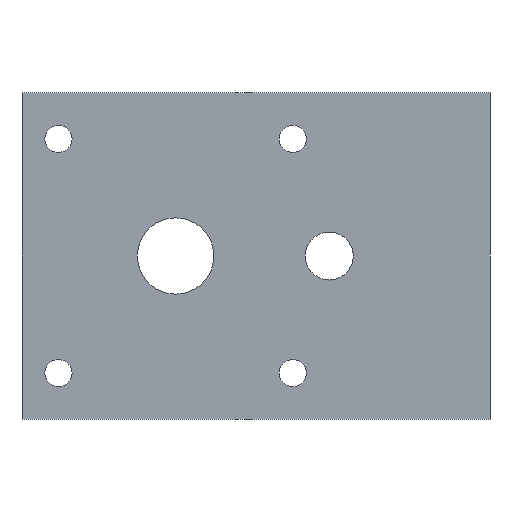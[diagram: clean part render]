
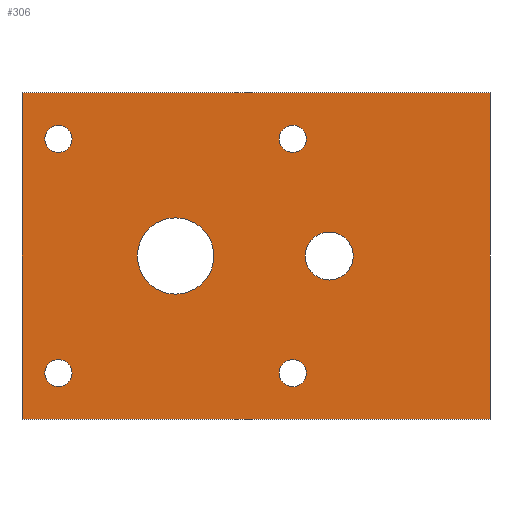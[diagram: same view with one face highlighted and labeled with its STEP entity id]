
A CAD part, front view. The second image highlights one B-rep face of the part: STEP entity #306.
In plain terms, the highlighted planar face has unit normal (0, -1, 0).
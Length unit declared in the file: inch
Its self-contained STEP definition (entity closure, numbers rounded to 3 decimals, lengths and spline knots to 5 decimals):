
#23=FACE_BOUND('',#77,.T.);
#24=FACE_BOUND('',#78,.T.);
#25=FACE_BOUND('',#79,.T.);
#26=FACE_BOUND('',#80,.T.);
#27=FACE_BOUND('',#81,.T.);
#28=FACE_BOUND('',#82,.T.);
#34=PLANE('',#360);
#52=FACE_OUTER_BOUND('',#76,.T.);
#76=EDGE_LOOP('',(#273,#274,#275,#276));
#77=EDGE_LOOP('',(#277));
#78=EDGE_LOOP('',(#278));
#79=EDGE_LOOP('',(#279));
#80=EDGE_LOOP('',(#280));
#81=EDGE_LOOP('',(#281));
#82=EDGE_LOOP('',(#282));
#93=LINE('',#507,#115);
#97=LINE('',#515,#119);
#100=LINE('',#521,#122);
#103=LINE('',#526,#125);
#115=VECTOR('',#427,0.3937);
#119=VECTOR('',#433,0.3937);
#122=VECTOR('',#438,0.3937);
#125=VECTOR('',#443,0.3937);
#128=CIRCLE('',#331,0.125);
#134=CIRCLE('',#342,0.19882);
#136=CIRCLE('',#345,0.071);
#138=CIRCLE('',#348,0.071);
#140=CIRCLE('',#351,0.071);
#142=CIRCLE('',#354,0.071);
#144=VERTEX_POINT('',#453);
#152=VERTEX_POINT('',#477);
#154=VERTEX_POINT('',#483);
#156=VERTEX_POINT('',#489);
#158=VERTEX_POINT('',#495);
#160=VERTEX_POINT('',#501);
#161=VERTEX_POINT('',#505);
#162=VERTEX_POINT('',#506);
#165=VERTEX_POINT('',#514);
#167=VERTEX_POINT('',#520);
#171=EDGE_CURVE('',#144,#144,#128,.T.);
#182=EDGE_CURVE('',#152,#152,#134,.T.);
#185=EDGE_CURVE('',#154,#154,#136,.T.);
#188=EDGE_CURVE('',#156,#156,#138,.T.);
#191=EDGE_CURVE('',#158,#158,#140,.T.);
#194=EDGE_CURVE('',#160,#160,#142,.T.);
#195=EDGE_CURVE('',#161,#162,#93,.T.);
#199=EDGE_CURVE('',#165,#161,#97,.T.);
#202=EDGE_CURVE('',#167,#165,#100,.T.);
#205=EDGE_CURVE('',#162,#167,#103,.T.);
#273=ORIENTED_EDGE('',*,*,#205,.F.);
#274=ORIENTED_EDGE('',*,*,#195,.F.);
#275=ORIENTED_EDGE('',*,*,#199,.F.);
#276=ORIENTED_EDGE('',*,*,#202,.F.);
#277=ORIENTED_EDGE('',*,*,#171,.T.);
#278=ORIENTED_EDGE('',*,*,#182,.T.);
#279=ORIENTED_EDGE('',*,*,#185,.T.);
#280=ORIENTED_EDGE('',*,*,#188,.T.);
#281=ORIENTED_EDGE('',*,*,#191,.T.);
#282=ORIENTED_EDGE('',*,*,#194,.T.);
#306=ADVANCED_FACE('',(#52,#23,#24,#25,#26,#27,#28),#34,.F.);
#331=AXIS2_PLACEMENT_3D('',#455,#368,#369);
#342=AXIS2_PLACEMENT_3D('',#479,#395,#396);
#345=AXIS2_PLACEMENT_3D('',#485,#402,#403);
#348=AXIS2_PLACEMENT_3D('',#491,#409,#410);
#351=AXIS2_PLACEMENT_3D('',#497,#416,#417);
#354=AXIS2_PLACEMENT_3D('',#503,#423,#424);
#360=AXIS2_PLACEMENT_3D('',#529,#447,#448);
#368=DIRECTION('center_axis',(0.,1.,0.));
#369=DIRECTION('ref_axis',(1.,0.,0.));
#395=DIRECTION('center_axis',(0.,1.,0.));
#396=DIRECTION('ref_axis',(1.,0.,0.));
#402=DIRECTION('center_axis',(0.,1.,0.));
#403=DIRECTION('ref_axis',(1.,0.,0.));
#409=DIRECTION('center_axis',(0.,1.,0.));
#410=DIRECTION('ref_axis',(1.,0.,0.));
#416=DIRECTION('center_axis',(0.,1.,0.));
#417=DIRECTION('ref_axis',(1.,0.,0.));
#423=DIRECTION('center_axis',(0.,1.,0.));
#424=DIRECTION('ref_axis',(1.,0.,0.));
#427=DIRECTION('',(0.,0.,-1.));
#433=DIRECTION('',(1.,0.,0.));
#438=DIRECTION('',(0.,0.,1.));
#443=DIRECTION('',(-1.,0.,0.));
#447=DIRECTION('center_axis',(0.,1.,0.));
#448=DIRECTION('ref_axis',(0.,0.,1.));
#453=CARTESIAN_POINT('',(-0.9625,0.,-0.85));
#455=CARTESIAN_POINT('Origin',(-0.8375,0.,-0.85));
#477=CARTESIAN_POINT('',(-1.83632,0.,-0.85));
#479=CARTESIAN_POINT('Origin',(-1.6375,0.,-0.85));
#483=CARTESIAN_POINT('',(-1.09826,0.,-1.46024));
#485=CARTESIAN_POINT('Origin',(-1.02726,0.,-1.46024));
#489=CARTESIAN_POINT('',(-1.09826,0.,-0.23976));
#491=CARTESIAN_POINT('Origin',(-1.02726,0.,-0.23976));
#495=CARTESIAN_POINT('',(-2.31874,0.,-0.23976));
#497=CARTESIAN_POINT('Origin',(-2.24774,0.,-0.23976));
#501=CARTESIAN_POINT('',(-2.31874,0.,-1.46024));
#503=CARTESIAN_POINT('Origin',(-2.24774,0.,-1.46024));
#505=CARTESIAN_POINT('',(0.,0.,0.));
#506=CARTESIAN_POINT('',(0.,0.,-1.7));
#507=CARTESIAN_POINT('',(0.,0.,0.));
#514=CARTESIAN_POINT('',(-2.4375,0.,0.));
#515=CARTESIAN_POINT('',(-2.4375,0.,0.));
#520=CARTESIAN_POINT('',(-2.4375,0.,-1.7));
#521=CARTESIAN_POINT('',(-2.4375,0.,-1.7));
#526=CARTESIAN_POINT('',(0.,0.,-1.7));
#529=CARTESIAN_POINT('Origin',(-1.21875,0.,-0.85));
